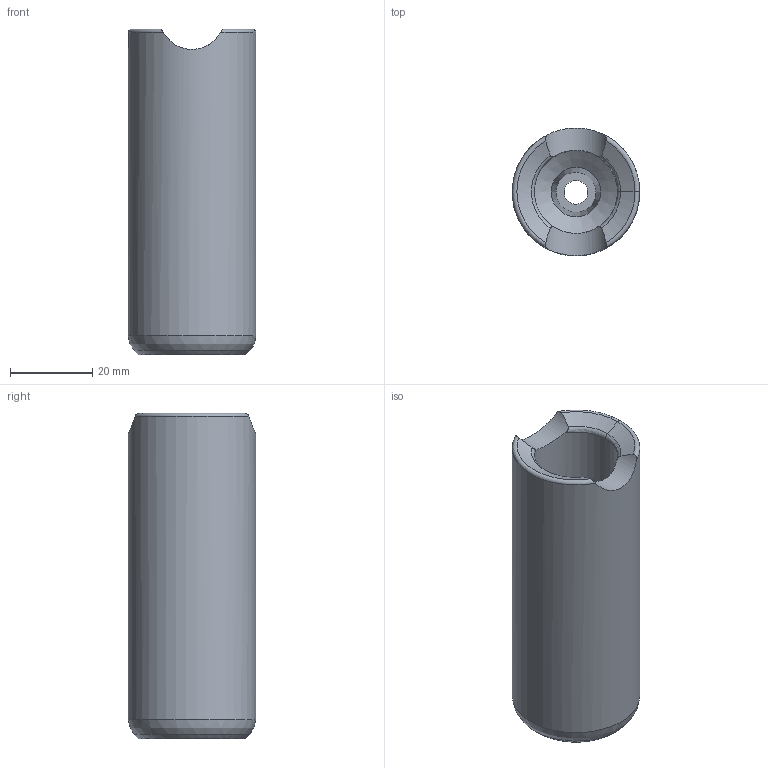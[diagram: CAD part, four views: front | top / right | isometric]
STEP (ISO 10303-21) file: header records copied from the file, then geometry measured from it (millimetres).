
FILE_DESCRIPTION(('FreeCAD Model'),'2;1');
FILE_NAME('Open CASCADE Shape Model','2024-01-23T20:32:14',(''),(''), 'Open CASCADE STEP processor 7.6','FreeCAD','Unknown');
FILE_SCHEMA(('AUTOMOTIVE_DESIGN { 1 0 10303 214 1 1 1 1 }'));
Length unit declared in the file: millimetre
Products named in the file (2): Bottom - TPU; Body
Assembly tree (1 placements, depth 2):
  Bottom - TPU
    Body
Bounding box: 30.99 x 31 x 79.09 mm (x, y, z)
Volume: 43051.3 mm3; surface area: 12319.4 mm2
Topology: 1 solids, 1 shells, 20 faces, 46 edges, 28 vertices
Faces by surface type: torus 6, cone 6, cylinder 5, plane 2, bspline 1
Full cylindrical faces by diameter (mm): 5.75 x1, 20.2 x1, 31 x1
Entity records: 2481 total; most frequent: CARTESIAN_POINT 1574, DIRECTION 147, ORIENTED_EDGE 92, PCURVE 92, DEFINITIONAL_REPRESENTATION 92, LINE 61, VECTOR 61, B_SPLINE_CURVE_WITH_KNOTS 50
